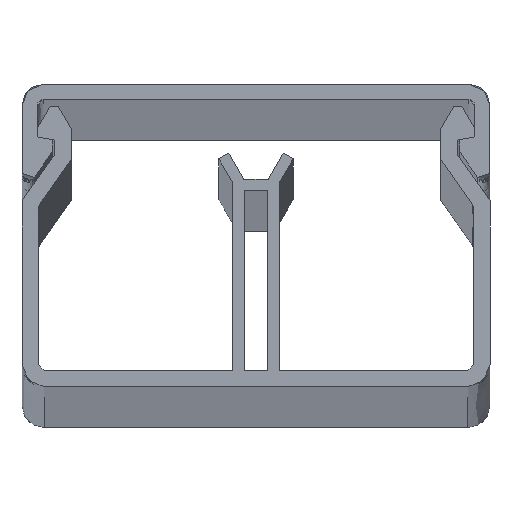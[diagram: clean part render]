
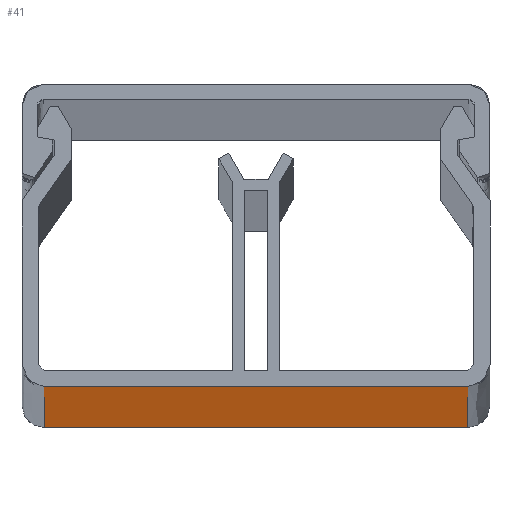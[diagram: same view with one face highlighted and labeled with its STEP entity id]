
A CAD part, top view. The second image highlights one B-rep face of the part: STEP entity #41.
In plain terms, the highlighted planar face has unit normal (0, -1, 0).
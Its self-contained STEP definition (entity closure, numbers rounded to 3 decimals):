
#41=ADVANCED_FACE('',(#107),#1118,.T.);
#107=FACE_OUTER_BOUND('',#175,.T.);
#175=EDGE_LOOP('',(#390,#391,#392,#393));
#390=ORIENTED_EDGE('',*,*,#654,.T.);
#391=ORIENTED_EDGE('',*,*,#655,.T.);
#392=ORIENTED_EDGE('',*,*,#656,.F.);
#393=ORIENTED_EDGE('',*,*,#652,.F.);
#652=EDGE_CURVE('',#1036,#1037,#783,.T.);
#654=EDGE_CURVE('',#1036,#1038,#868,.T.);
#655=EDGE_CURVE('',#1038,#1039,#869,.T.);
#656=EDGE_CURVE('',#1037,#1039,#870,.T.);
#783=(
BOUNDED_CURVE()
B_SPLINE_CURVE(1,(#1647,#1648),.UNSPECIFIED.,.F.,.F.)
B_SPLINE_CURVE_WITH_KNOTS((2,2),(0.,2000.),.UNSPECIFIED.)
CURVE()
GEOMETRIC_REPRESENTATION_ITEM()
RATIONAL_B_SPLINE_CURVE((1.,1.))
REPRESENTATION_ITEM('')
);
#868=B_SPLINE_CURVE_WITH_KNOTS('',1,(#1652,#1653),.UNSPECIFIED.,.F.,.F.,
(2,2),(-348.121,-311.921),.UNSPECIFIED.);
#869=B_SPLINE_CURVE_WITH_KNOTS('',1,(#1654,#1655),.UNSPECIFIED.,.F.,.F.,
(2,2),(0.,2000.),.UNSPECIFIED.);
#870=B_SPLINE_CURVE_WITH_KNOTS('',1,(#1656,#1657),.UNSPECIFIED.,.F.,.F.,
(2,2),(-348.121,-311.921),.UNSPECIFIED.);
#1036=VERTEX_POINT('',#1504);
#1037=VERTEX_POINT('',#1505);
#1038=VERTEX_POINT('',#1506);
#1039=VERTEX_POINT('',#1507);
#1118=PLANE('',#1260);
#1260=AXIS2_PLACEMENT_3D('',#1392,#1317,$);
#1317=DIRECTION('',(0.,-1.,0.));
#1392=CARTESIAN_POINT('',(-18.1,0.,0.));
#1504=CARTESIAN_POINT('',(-18.1,0.,0.));
#1505=CARTESIAN_POINT('',(-18.1,0.,2000.));
#1506=CARTESIAN_POINT('',(18.1,0.,0.));
#1507=CARTESIAN_POINT('',(18.1,0.,2000.));
#1647=CARTESIAN_POINT('',(-18.1,0.,0.));
#1648=CARTESIAN_POINT('',(-18.1,0.,2000.));
#1652=CARTESIAN_POINT('',(-18.1,0.,0.));
#1653=CARTESIAN_POINT('',(18.1,0.,0.));
#1654=CARTESIAN_POINT('',(18.1,0.,0.));
#1655=CARTESIAN_POINT('',(18.1,0.,2000.));
#1656=CARTESIAN_POINT('',(-18.1,0.,2000.));
#1657=CARTESIAN_POINT('',(18.1,0.,2000.));
